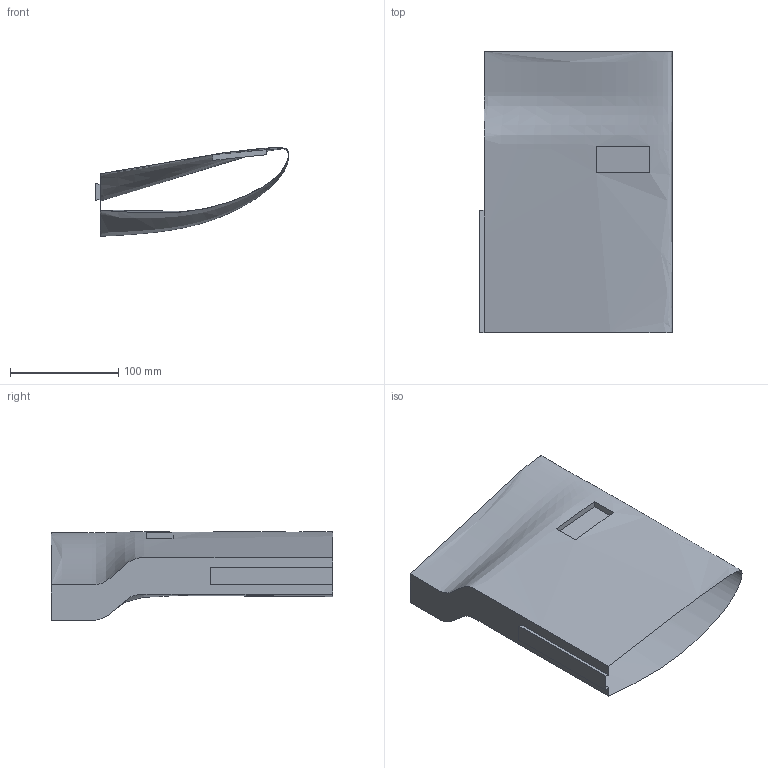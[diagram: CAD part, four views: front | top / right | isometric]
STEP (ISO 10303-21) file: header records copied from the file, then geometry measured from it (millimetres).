
FILE_DESCRIPTION (( 'STEP AP214' ), '1' );
FILE_NAME ('selig_wing_front_2_of_5.STEP', '2019-05-24T09:15:50', ( '' ), ( '' ), 'SwSTEP 2.0', 'SolidWorks 2017', '' );
FILE_SCHEMA (( 'AUTOMOTIVE_DESIGN' ));
Length unit declared in the file: millimetre
Products named in the file (1): selig_wing_front_2_of_5
Bounding box: 178.49 x 260 x 81.87 mm (x, y, z)
Surface area: 109239.4 mm2 (no closed solid volume)
Topology: 0 solids, 1 shells, 12 faces, 33 edges, 22 vertices
Faces by surface type: plane 10, bspline 2
Entity records: 38278 total; most frequent: CARTESIAN_POINT 37974, ORIENTED_EDGE 56, DIRECTION 47, EDGE_CURVE 33, VECTOR 25, LINE 25, VERTEX_POINT 22, EDGE_LOOP 13
